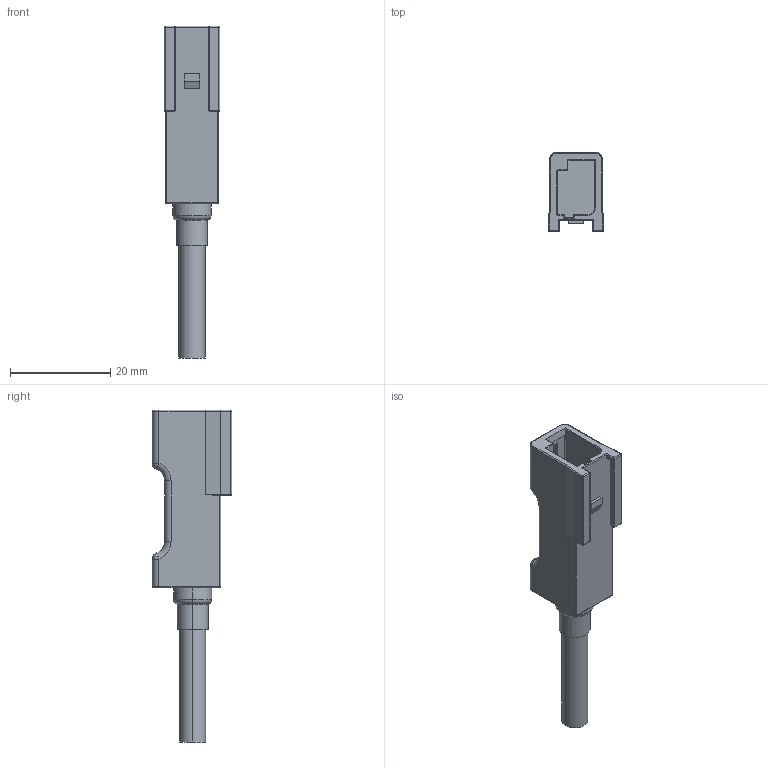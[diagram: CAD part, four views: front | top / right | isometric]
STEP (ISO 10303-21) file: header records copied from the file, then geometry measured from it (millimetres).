
FILE_DESCRIPTION (( 'STEP AP203' ), '1' );
FILE_NAME ('HPC1901(’ƒ).STEP', '2014-09-29T09:11:54', ( '' ), ( '' ), 'SwSTEP 2.0', 'SolidWorks 2013', '' );
FILE_SCHEMA (( 'CONFIG_CONTROL_DESIGN' ));
Length unit declared in the file: millimetre
Products named in the file (2): HPC1901-050010_KEY0; HPC1901(茶)
Assembly tree (1 placements, depth 2):
  HPC1901(茶)
    HPC1901-050010_KEY0
Bounding box: 11.1 x 15.85 x 66.3 mm (x, y, z)
Volume: 4756.7 mm3; surface area: 3077 mm2
Topology: 1 solids, 2 shells, 145 faces, 348 edges, 195 vertices
Faces by surface type: plane 60, cylinder 54, sphere 14, torus 10, cone 5, bspline 2
Entity records: 4230 total; most frequent: CARTESIAN_POINT 745, DIRECTION 721, ORIENTED_EDGE 668, EDGE_CURVE 334, AXIS2_PLACEMENT_3D 255, VECTOR 211, LINE 211, VERTEX_POINT 195
